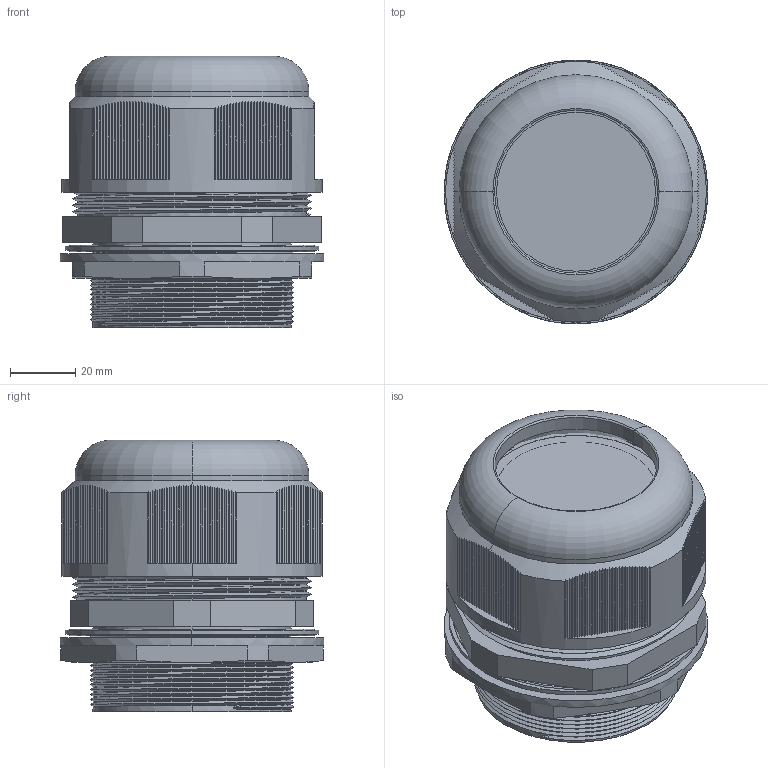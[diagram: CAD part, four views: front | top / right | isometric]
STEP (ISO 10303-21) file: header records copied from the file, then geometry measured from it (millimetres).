
FILE_DESCRIPTION (( 'STEP AP203' ), '1' );
FILE_NAME ('plc-mg-63 Ñàëüíèê MG63.STEP', '2017-05-07T09:19:13', ( '' ), ( '' ), 'SwSTEP 2.0', 'SolidWorks 2010', '' );
FILE_SCHEMA (( 'CONFIG_CONTROL_DESIGN' ));
Length unit declared in the file: millimetre
Products named in the file (1): plc-mg-63 Ñàëüíèê MG63
Bounding box: 81 x 81 x 83.29 mm (x, y, z)
Volume: 123031.3 mm3; surface area: 106876.9 mm2
Topology: 6 solids, 6 shells, 939 faces, 2598 edges, 1725 vertices
Faces by surface type: plane 595, cylinder 240, cone 67, bspline 19, torus 18
Entity records: 35689 total; most frequent: CARTESIAN_POINT 12683, ORIENTED_EDGE 5196, DIRECTION 4264, EDGE_CURVE 2598, VERTEX_POINT 1725, AXIS2_PLACEMENT_3D 1427, LINE 1410, VECTOR 1410
